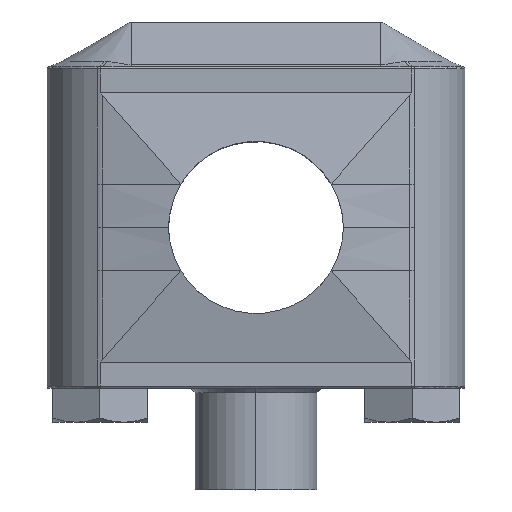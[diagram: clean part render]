
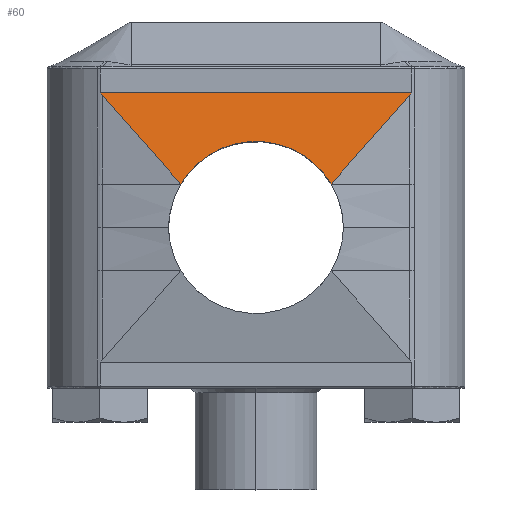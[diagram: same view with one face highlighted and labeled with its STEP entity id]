
A CAD part, top view. The second image highlights one B-rep face of the part: STEP entity #60.
In plain terms, the highlighted planar face has unit normal (0, 0.175, 0.985).
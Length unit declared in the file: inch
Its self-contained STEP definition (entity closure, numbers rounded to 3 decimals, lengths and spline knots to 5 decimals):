
#23 = VERTEX_POINT ( 'NONE', #1938 ) ;
#39 = VECTOR ( 'NONE', #3821, 39.37008 ) ;
#60 = ADVANCED_FACE ( 'NONE', ( #1642 ), #201, .F. ) ;
#61 = EDGE_CURVE ( 'NONE', #3154, #23, #1270, .T. ) ;
#64 = CARTESIAN_POINT ( 'NONE',  ( 0.34666, 0.82205, 0.45 ) ) ;
#138 = CARTESIAN_POINT ( 'NONE',  ( 0.11334, 0.30196, 0.54242 ) ) ;
#201 = PLANE ( 'NONE',  #3298 ) ;
#264 = LINE ( 'NONE', #2441, #39 ) ;
#374 = VECTOR ( 'NONE', #1153, 39.37008 ) ;
#392 = CARTESIAN_POINT ( 'NONE',  ( -0.70862, 1.23129, 0.37727 ) ) ;
#513 = CARTESIAN_POINT ( 'NONE',  ( -0.71771, 1.24409, 0.375 ) ) ;
#527 = ORIENTED_EDGE ( 'NONE', *, *, #3988, .T. ) ;
#607 = CARTESIAN_POINT ( 'NONE',  ( 0.70862, 1.23129, 0.37727 ) ) ;
#662 = CARTESIAN_POINT ( 'NONE',  ( 0.34666, 0.82205, 0.45 ) ) ;
#676 = CARTESIAN_POINT ( 'NONE',  ( 0.70862, 1.23129, 0.37727 ) ) ;
#803 = VERTEX_POINT ( 'NONE', #607 ) ;
#838 = DIRECTION ( 'NONE',  ( -0.657, -0.743, 0.132 ) ) ;
#869 = CARTESIAN_POINT ( 'NONE',  ( -0.70862, 1.23129, 0.37727 ) ) ;
#875 = ORIENTED_EDGE ( 'NONE', *, *, #61, .F. ) ;
#884 = VERTEX_POINT ( 'NONE', #662 ) ;
#1098 = CARTESIAN_POINT ( 'NONE',  ( 0.71771, 1.24409, 0.375 ) ) ;
#1153 = DIRECTION ( 'NONE',  ( 0.657, -0.743, 0.132 ) ) ;
#1209 = VERTEX_POINT ( 'NONE', #1098 ) ;
#1270 =( BOUNDED_CURVE ( )  B_SPLINE_CURVE ( 3, ( #869, #2586, #3966, #513 ),
 .UNSPECIFIED., .F., .T. ) 
 B_SPLINE_CURVE_WITH_KNOTS ( ( 4, 4 ),
 ( 3.33987, 3.43363 ),
 .UNSPECIFIED. ) 
 CURVE ( )  GEOMETRIC_REPRESENTATION_ITEM ( )  RATIONAL_B_SPLINE_CURVE ( ( 1., 0.999, 0.999, 1. ) ) 
 REPRESENTATION_ITEM ( '' )  );
#1338 = CARTESIAN_POINT ( 'NONE',  ( -0.34666, 0.82205, 0.45 ) ) ;
#1642 = FACE_OUTER_BOUND ( 'NONE', #2721, .T. ) ;
#1723 = CARTESIAN_POINT ( 'NONE',  ( 0.71472, 1.23903, 0.3759 ) ) ;
#1766 = VECTOR ( 'NONE', #838, 39.37008 ) ;
#1907 = EDGE_CURVE ( 'NONE', #1209, #803, #2261, .T. ) ;
#1938 = CARTESIAN_POINT ( 'NONE',  ( -0.71771, 1.24409, 0.375 ) ) ;
#2261 =( BOUNDED_CURVE ( )  B_SPLINE_CURVE ( 3, ( #2748, #1723, #2733, #676 ),
 .UNSPECIFIED., .F., .T. ) 
 B_SPLINE_CURVE_WITH_KNOTS ( ( 4, 4 ),
 ( 2.84955, 2.94331 ),
 .UNSPECIFIED. ) 
 CURVE ( )  GEOMETRIC_REPRESENTATION_ITEM ( )  RATIONAL_B_SPLINE_CURVE ( ( 1., 0.999, 0.999, 1. ) ) 
 REPRESENTATION_ITEM ( '' )  );
#2296 = DIRECTION ( 'NONE',  ( 0., -0.985, 0.175 ) ) ;
#2441 = CARTESIAN_POINT ( 'NONE',  ( 0., 1.24409, 0.375 ) ) ;
#2481 = CARTESIAN_POINT ( 'NONE',  ( -0.17131, 1.1164, 0.39769 ) ) ;
#2539 =( BOUNDED_CURVE ( )  B_SPLINE_CURVE ( 3, ( #4167, #2481, #2765, #64 ),
 .UNSPECIFIED., .F., .T. ) 
 B_SPLINE_CURVE_WITH_KNOTS ( ( 4, 4 ),
 ( 5.24964, 7.31674 ),
 .UNSPECIFIED. ) 
 CURVE ( )  GEOMETRIC_REPRESENTATION_ITEM ( )  RATIONAL_B_SPLINE_CURVE ( ( 1., 0.675, 0.675, 1. ) ) 
 REPRESENTATION_ITEM ( '' )  );
#2586 = CARTESIAN_POINT ( 'NONE',  ( -0.71168, 1.23476, 0.37666 ) ) ;
#2632 = CARTESIAN_POINT ( 'NONE',  ( 0.71994, 0.82205, 0.45 ) ) ;
#2634 = ORIENTED_EDGE ( 'NONE', *, *, #4155, .T. ) ;
#2687 = LINE ( 'NONE', #2900, #1766 ) ;
#2694 = EDGE_CURVE ( 'NONE', #1209, #23, #264, .T. ) ;
#2721 = EDGE_LOOP ( 'NONE', ( #2634, #527, #3417, #3801, #3749, #875 ) ) ;
#2733 = CARTESIAN_POINT ( 'NONE',  ( 0.71168, 1.23476, 0.37666 ) ) ;
#2748 = CARTESIAN_POINT ( 'NONE',  ( 0.71771, 1.24409, 0.375 ) ) ;
#2765 = CARTESIAN_POINT ( 'NONE',  ( 0.17131, 1.1164, 0.39769 ) ) ;
#2900 = CARTESIAN_POINT ( 'NONE',  ( 0.50764, 1.00407, 0.41765 ) ) ;
#3054 = VERTEX_POINT ( 'NONE', #1338 ) ;
#3154 = VERTEX_POINT ( 'NONE', #392 ) ;
#3298 = AXIS2_PLACEMENT_3D ( 'NONE', #2632, #4281, #2296 ) ;
#3380 = EDGE_CURVE ( 'NONE', #803, #884, #2687, .T. ) ;
#3417 = ORIENTED_EDGE ( 'NONE', *, *, #3380, .F. ) ;
#3586 = LINE ( 'NONE', #138, #374 ) ;
#3749 = ORIENTED_EDGE ( 'NONE', *, *, #2694, .T. ) ;
#3801 = ORIENTED_EDGE ( 'NONE', *, *, #1907, .F. ) ;
#3821 = DIRECTION ( 'NONE',  ( -1., 0., 0. ) ) ;
#3966 = CARTESIAN_POINT ( 'NONE',  ( -0.71472, 1.23903, 0.3759 ) ) ;
#3988 = EDGE_CURVE ( 'NONE', #3054, #884, #2539, .T. ) ;
#4155 = EDGE_CURVE ( 'NONE', #3154, #3054, #3586, .T. ) ;
#4167 = CARTESIAN_POINT ( 'NONE',  ( -0.34666, 0.82205, 0.45 ) ) ;
#4281 = DIRECTION ( 'NONE',  ( 0., -0.175, -0.985 ) ) ;
